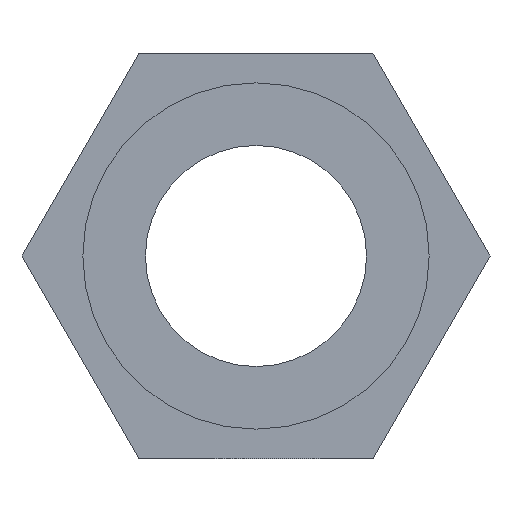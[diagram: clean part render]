
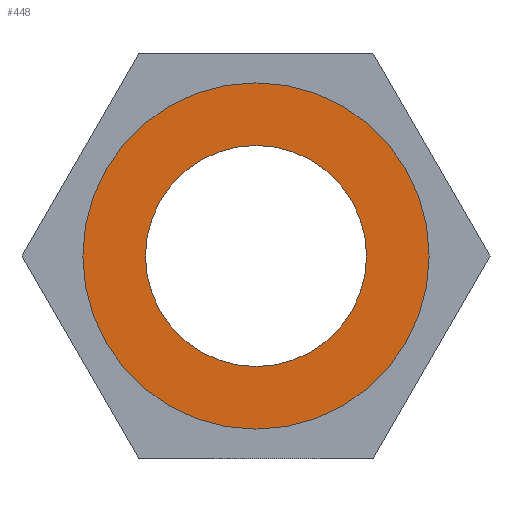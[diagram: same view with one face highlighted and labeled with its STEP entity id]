
A CAD part, left-side view. The second image highlights one B-rep face of the part: STEP entity #448.
In plain terms, the highlighted planar face has unit normal (-1, 0, 0).
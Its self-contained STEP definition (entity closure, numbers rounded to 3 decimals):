
#148 = CARTESIAN_POINT ( 'NONE',  ( 0., 0., 0. ) ) ;
#278 = AXIS2_PLACEMENT_3D ( 'NONE', #5038, #1175, #3259 ) ;
#393 = ORIENTED_EDGE ( 'NONE', *, *, #844, .T. ) ;
#448 = ADVANCED_FACE ( 'NONE', ( #1871, #3970 ), #2718, .F. ) ;
#605 = DIRECTION ( 'NONE',  ( 0., 0., 1. ) ) ;
#844 = EDGE_CURVE ( 'NONE', #5262, #5562, #1608, .T. ) ;
#854 = CARTESIAN_POINT ( 'NONE',  ( 0., 0., -4.7 ) ) ;
#1175 = DIRECTION ( 'NONE',  ( -1., 0., 0. ) ) ;
#1348 = CIRCLE ( 'NONE', #4049, 3. ) ;
#1490 = CARTESIAN_POINT ( 'NONE',  ( 0., 0., 4.7 ) ) ;
#1516 = DIRECTION ( 'NONE',  ( 1., 0., 0. ) ) ;
#1608 = CIRCLE ( 'NONE', #4946, 3. ) ;
#1871 = FACE_BOUND ( 'NONE', #2850, .T. ) ;
#2065 = AXIS2_PLACEMENT_3D ( 'NONE', #148, #4882, #605 ) ;
#2160 = CIRCLE ( 'NONE', #2065, 4.7 ) ;
#2277 = EDGE_CURVE ( 'NONE', #4790, #5192, #4401, .T. ) ;
#2718 = PLANE ( 'NONE',  #3753 ) ;
#2850 = EDGE_LOOP ( 'NONE', ( #4359, #393 ) ) ;
#2918 = CARTESIAN_POINT ( 'NONE',  ( 0., 0., 3. ) ) ;
#3099 = ORIENTED_EDGE ( 'NONE', *, *, #2277, .T. ) ;
#3259 = DIRECTION ( 'NONE',  ( 0., 0., 1. ) ) ;
#3436 = EDGE_CURVE ( 'NONE', #5192, #4790, #2160, .T. ) ;
#3442 = CARTESIAN_POINT ( 'NONE',  ( 0., 0., 0. ) ) ;
#3728 = CARTESIAN_POINT ( 'NONE',  ( 0., 0., -3. ) ) ;
#3736 = DIRECTION ( 'NONE',  ( 0., 0., -1. ) ) ;
#3753 = AXIS2_PLACEMENT_3D ( 'NONE', #4426, #5315, #3736 ) ;
#3970 = FACE_OUTER_BOUND ( 'NONE', #4208, .T. ) ;
#4049 = AXIS2_PLACEMENT_3D ( 'NONE', #4126, #1516, #4501 ) ;
#4126 = CARTESIAN_POINT ( 'NONE',  ( 0., 0., 0. ) ) ;
#4208 = EDGE_LOOP ( 'NONE', ( #3099, #5214 ) ) ;
#4359 = ORIENTED_EDGE ( 'NONE', *, *, #5096, .T. ) ;
#4401 = CIRCLE ( 'NONE', #278, 4.7 ) ;
#4426 = CARTESIAN_POINT ( 'NONE',  ( 0., 0., 0. ) ) ;
#4501 = DIRECTION ( 'NONE',  ( 0., 0., -1. ) ) ;
#4790 = VERTEX_POINT ( 'NONE', #1490 ) ;
#4882 = DIRECTION ( 'NONE',  ( -1., 0., 0. ) ) ;
#4946 = AXIS2_PLACEMENT_3D ( 'NONE', #3442, #5545, #5234 ) ;
#5038 = CARTESIAN_POINT ( 'NONE',  ( 0., 0., 0. ) ) ;
#5096 = EDGE_CURVE ( 'NONE', #5562, #5262, #1348, .T. ) ;
#5192 = VERTEX_POINT ( 'NONE', #854 ) ;
#5214 = ORIENTED_EDGE ( 'NONE', *, *, #3436, .T. ) ;
#5234 = DIRECTION ( 'NONE',  ( 0., 0., -1. ) ) ;
#5262 = VERTEX_POINT ( 'NONE', #3728 ) ;
#5315 = DIRECTION ( 'NONE',  ( 1., 0., 0. ) ) ;
#5545 = DIRECTION ( 'NONE',  ( 1., 0., 0. ) ) ;
#5562 = VERTEX_POINT ( 'NONE', #2918 ) ;
